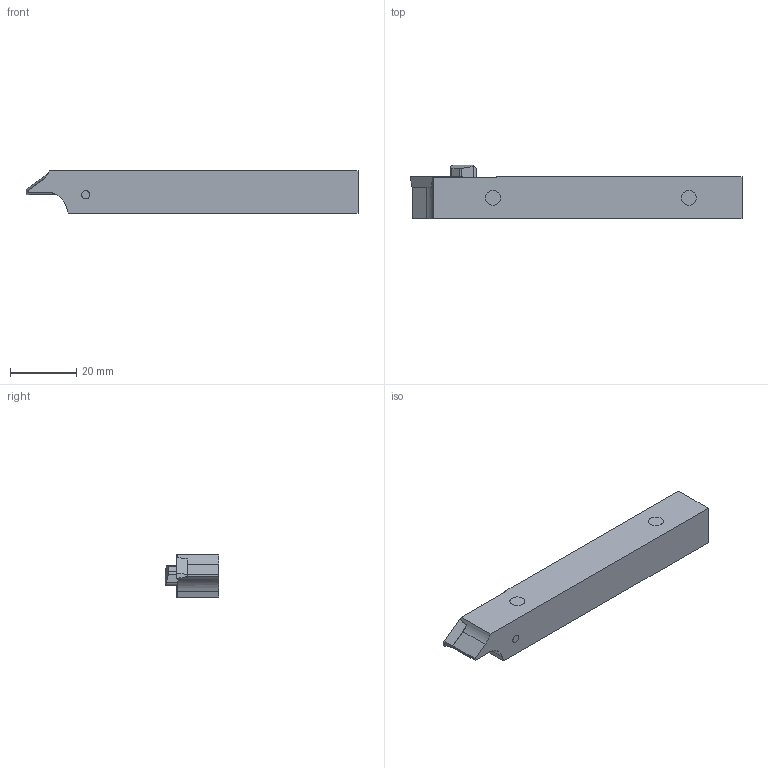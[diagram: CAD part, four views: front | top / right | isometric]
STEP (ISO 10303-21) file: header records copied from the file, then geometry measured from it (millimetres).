
FILE_DESCRIPTION (( 'STEP AP214' ), '1' );
FILE_NAME ('ISO-148-18.STEP', '2016-01-11T14:08:08', ( '' ), ( '' ), 'SwSTEP 2.0', 'SolidWorks 2015', '' );
FILE_SCHEMA (( 'AUTOMOTIVE_DESIGN' ));
Length unit declared in the file: millimetre
Products named in the file (1): ISO-148-18
Bounding box: 100 x 16.2 x 12.7 mm (x, y, z)
Surface area: 5281.4 mm2 (no closed solid volume)
Topology: 0 solids, 2 shells, 62 faces, 186 edges, 134 vertices
Faces by surface type: plane 52, cylinder 9, cone 1
Entity records: 2384 total; most frequent: CARTESIAN_POINT 429, ORIENTED_EDGE 370, DIRECTION 355, EDGE_CURVE 186, VERTEX_POINT 134, VECTOR 119, LINE 119, AXIS2_PLACEMENT_3D 118
